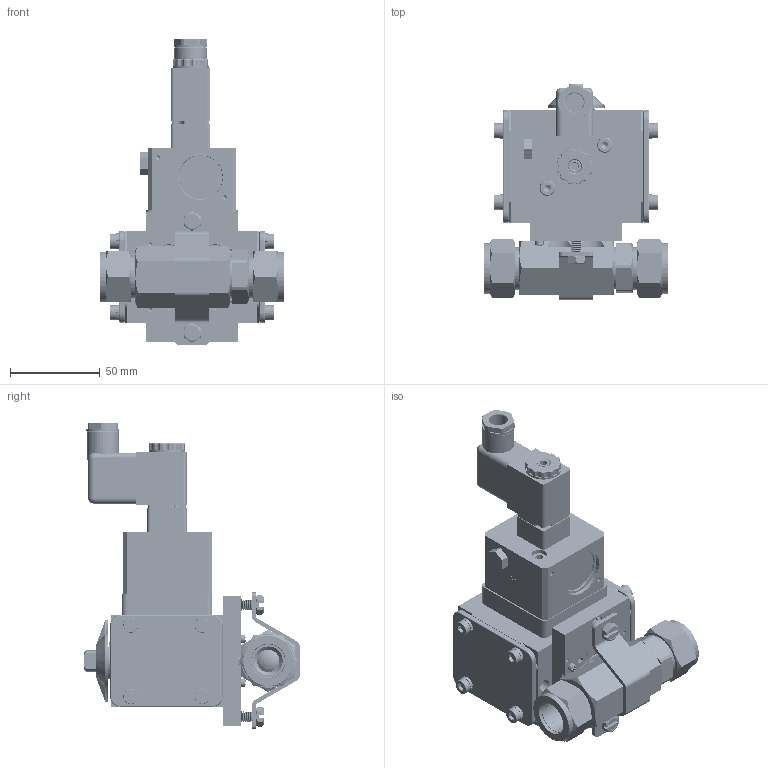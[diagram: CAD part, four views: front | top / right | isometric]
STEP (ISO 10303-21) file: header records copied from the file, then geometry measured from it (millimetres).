
FILE_DESCRIPTION (( 'STEP AP203' ), '1' );
FILE_NAME ('8205XXC12A512DGPDS.step', '2018-03-12T15:17:59', ( '' ), ( '' ), 'SwSTEP 2.0', 'SolidWorks 2017', '' );
FILE_SCHEMA (( 'CONFIG_CONTROL_DESIGN' ));
Products named in the file (1): 8205XXC12A512DGPDS
Bounding box: 102.37 x 119.75 x 170.71 mm (x, y, z)
Volume: 382827.1 mm3; surface area: 175810.2 mm2
Topology: 79 solids, 79 shells, 4022 faces, 9873 edges, 6023 vertices
Faces by surface type: cone 1416, cylinder 1254, plane 900, bspline 223, torus 219, sphere 10
Entity records: 195485 total; most frequent: CARTESIAN_POINT 101626, DIRECTION 20207, ORIENTED_EDGE 19514, EDGE_CURVE 9757, AXIS2_PLACEMENT_3D 7966, VERTEX_POINT 6019, EDGE_LOOP 4332, LINE 4275
